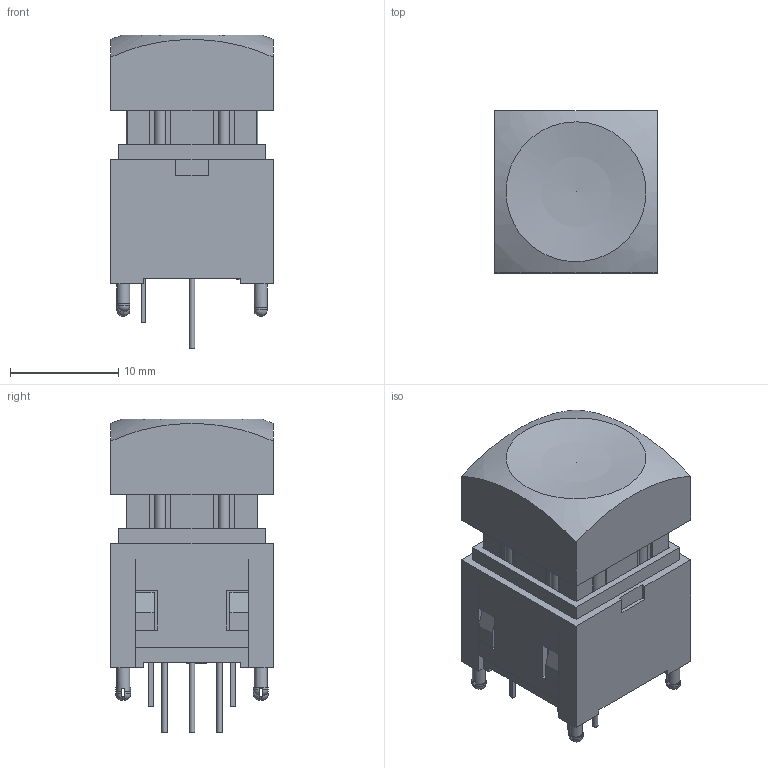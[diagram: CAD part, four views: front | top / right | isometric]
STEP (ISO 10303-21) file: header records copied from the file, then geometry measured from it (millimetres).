
FILE_DESCRIPTION((' '),'2;1');
FILE_NAME('LP11OA1xBSxx.stp','2017-07-24T13:18:02',(' '),(' '),' ','ACIS',' ');
FILE_SCHEMA(('CONFIG_CONTROL_DESIGN'));
Length unit declared in the file: inch
Products named in the file (1): LP11OA1xBSxx.stp
Bounding box: 15 x 15 x 29 mm (x, y, z)
Volume: 2856.5 mm3; surface area: 4901.9 mm2
Topology: 1 solids, 3 shells, 328 faces, 901 edges, 592 vertices
Faces by surface type: plane 285, cylinder 33, sphere 10
Full cylindrical faces by diameter (mm): 0.5 x3, 1.2 x4
Entity records: 10295 total; most frequent: CARTESIAN_POINT 1803, ORIENTED_EDGE 1774, DIRECTION 1652, EDGE_CURVE 887, VECTOR 780, LINE 780, VERTEX_POINT 587, AXIS2_PLACEMENT_3D 436
